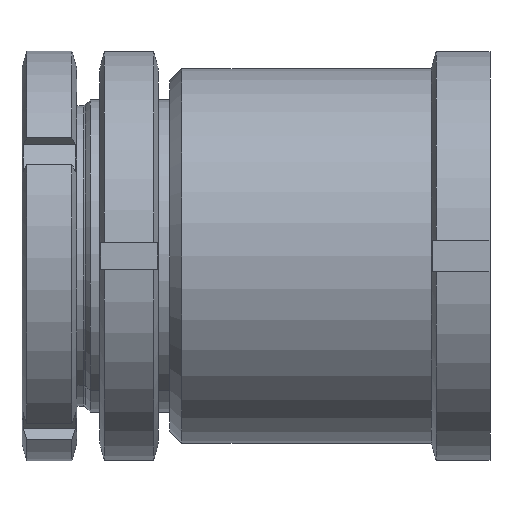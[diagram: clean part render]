
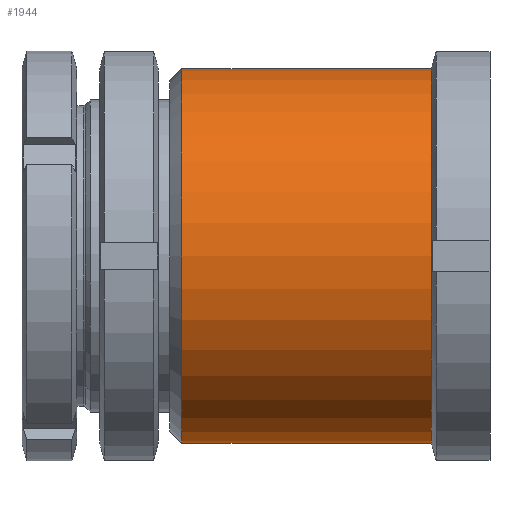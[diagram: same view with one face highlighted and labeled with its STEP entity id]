
A CAD part, left-side view. The second image highlights one B-rep face of the part: STEP entity #1944.
In plain terms, the highlighted cylindrical face has radius 48 mm (diameter 96 mm), a partial arc.
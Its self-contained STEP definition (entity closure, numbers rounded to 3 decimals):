
#166 = CARTESIAN_POINT ( 'NONE',  ( 0., -3.1, -48. ) ) ;
#363 = CARTESIAN_POINT ( 'NONE',  ( 0., -67., 0. ) ) ;
#435 = DIRECTION ( 'NONE',  ( 0., 0., -1. ) ) ;
#465 = EDGE_LOOP ( 'NONE', ( #1382, #1244, #2907, #2827 ) ) ;
#493 = FACE_OUTER_BOUND ( 'NONE', #465, .T. ) ;
#535 = LINE ( 'NONE', #2167, #2046 ) ;
#775 = VERTEX_POINT ( 'NONE', #3425 ) ;
#890 = CYLINDRICAL_SURFACE ( 'NONE', #2082, 48. ) ;
#1026 = CARTESIAN_POINT ( 'NONE',  ( 0., -3.1, 0. ) ) ;
#1244 = ORIENTED_EDGE ( 'NONE', *, *, #3426, .T. ) ;
#1357 = DIRECTION ( 'NONE',  ( 0., 1., 0. ) ) ;
#1370 = CIRCLE ( 'NONE', #1950, 48. ) ;
#1382 = ORIENTED_EDGE ( 'NONE', *, *, #2791, .F. ) ;
#1709 = VECTOR ( 'NONE', #1357, 1000. ) ;
#1756 = EDGE_CURVE ( 'NONE', #2083, #1952, #1370, .T. ) ;
#1839 = CARTESIAN_POINT ( 'NONE',  ( 0., -67., 48. ) ) ;
#1944 = ADVANCED_FACE ( 'NONE', ( #493 ), #890, .T. ) ;
#1950 = AXIS2_PLACEMENT_3D ( 'NONE', #1026, #3829, #435 ) ;
#1952 = VERTEX_POINT ( 'NONE', #166 ) ;
#2046 = VECTOR ( 'NONE', #3107, 1000. ) ;
#2082 = AXIS2_PLACEMENT_3D ( 'NONE', #2641, #3233, #2963 ) ;
#2083 = VERTEX_POINT ( 'NONE', #3312 ) ;
#2167 = CARTESIAN_POINT ( 'NONE',  ( 0., 10.447, -48. ) ) ;
#2219 = DIRECTION ( 'NONE',  ( 0., 0., 1. ) ) ;
#2390 = EDGE_CURVE ( 'NONE', #3915, #2083, #2702, .T. ) ;
#2597 = CARTESIAN_POINT ( 'NONE',  ( 0., 10.447, 48. ) ) ;
#2641 = CARTESIAN_POINT ( 'NONE',  ( 0., 10.447, 0. ) ) ;
#2646 = CIRCLE ( 'NONE', #3058, 48. ) ;
#2702 = LINE ( 'NONE', #2597, #1709 ) ;
#2791 = EDGE_CURVE ( 'NONE', #775, #1952, #535, .T. ) ;
#2827 = ORIENTED_EDGE ( 'NONE', *, *, #1756, .T. ) ;
#2907 = ORIENTED_EDGE ( 'NONE', *, *, #2390, .T. ) ;
#2963 = DIRECTION ( 'NONE',  ( 0., 0., 1. ) ) ;
#3058 = AXIS2_PLACEMENT_3D ( 'NONE', #363, #3129, #2219 ) ;
#3107 = DIRECTION ( 'NONE',  ( 0., 1., 0. ) ) ;
#3129 = DIRECTION ( 'NONE',  ( 0., 1., 0. ) ) ;
#3233 = DIRECTION ( 'NONE',  ( 0., 1., 0. ) ) ;
#3312 = CARTESIAN_POINT ( 'NONE',  ( 0., -3.1, 48. ) ) ;
#3425 = CARTESIAN_POINT ( 'NONE',  ( 0., -67., -48. ) ) ;
#3426 = EDGE_CURVE ( 'NONE', #775, #3915, #2646, .T. ) ;
#3829 = DIRECTION ( 'NONE',  ( 0., -1., 0. ) ) ;
#3915 = VERTEX_POINT ( 'NONE', #1839 ) ;
